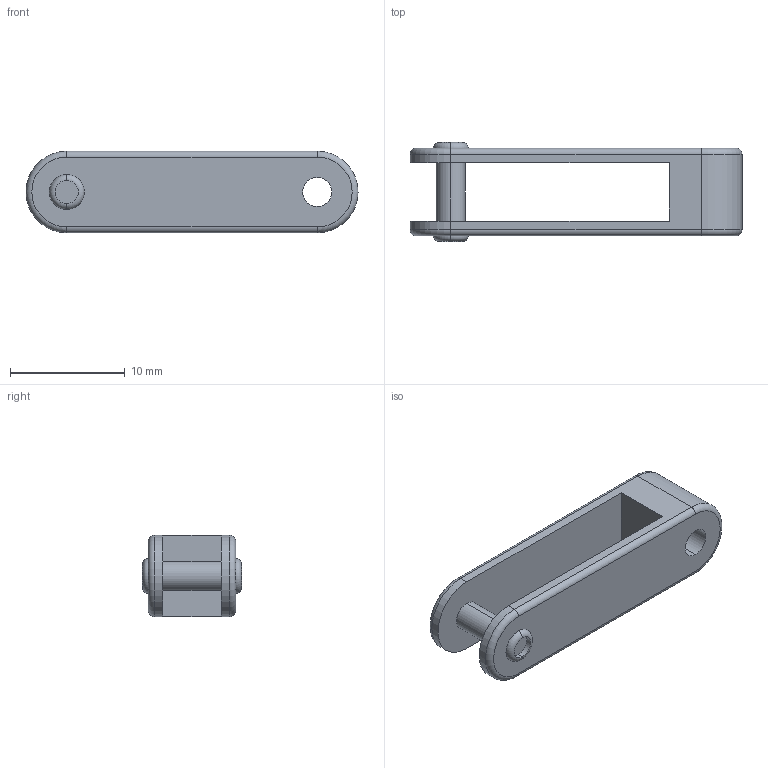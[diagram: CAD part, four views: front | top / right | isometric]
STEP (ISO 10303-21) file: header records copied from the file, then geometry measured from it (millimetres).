
FILE_DESCRIPTION (( 'STEP AP214' ), '1' );
FILE_NAME ('secondfingerlink.STEP', '2014-04-10T19:44:54', ( 'Xing Gao' ), ( 'MathWorks' ), 'SwSTEP 2.0', 'SolidWorks 2013', '' );
FILE_SCHEMA (( 'AUTOMOTIVE_DESIGN' ));
Length unit declared in the file: centimetre
Products named in the file (1): secondfingerlink
Bounding box: 28.96 x 8.64 x 7.11 mm (x, y, z)
Volume: 680.4 mm3; surface area: 1053.7 mm2
Topology: 1 solids, 1 shells, 32 faces, 72 edges, 44 vertices
Faces by surface type: cylinder 15, plane 9, torus 8
Entity records: 944 total; most frequent: DIRECTION 180, CARTESIAN_POINT 149, ORIENTED_EDGE 144, AXIS2_PLACEMENT_3D 75, EDGE_CURVE 72, VERTEX_POINT 44, CIRCLE 42, EDGE_LOOP 38
